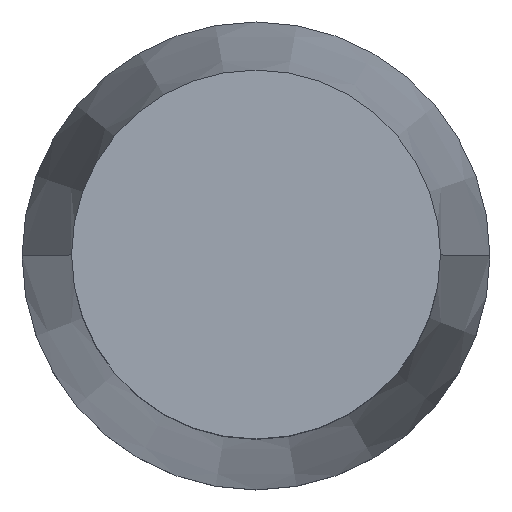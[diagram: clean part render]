
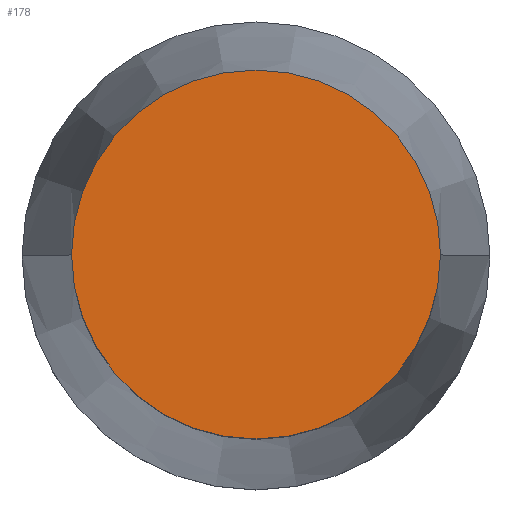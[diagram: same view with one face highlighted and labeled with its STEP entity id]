
A CAD part, top view. The second image highlights one B-rep face of the part: STEP entity #178.
In plain terms, the highlighted planar face has unit normal (0, 0, 1).
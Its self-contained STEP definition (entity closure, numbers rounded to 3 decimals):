
#16 = EDGE_CURVE ( 'NONE', #148, #322, #169, .T. ) ;
#40 = DIRECTION ( 'NONE',  ( 1., 0., 0. ) ) ;
#55 = DIRECTION ( 'NONE',  ( 1., 0., 0. ) ) ;
#92 = CARTESIAN_POINT ( 'NONE',  ( 0., 0., 0. ) ) ;
#94 = PLANE ( 'NONE',  #299 ) ;
#148 = VERTEX_POINT ( 'NONE', #558 ) ;
#169 = CIRCLE ( 'NONE', #495, 10.25 ) ;
#178 = ADVANCED_FACE ( 'NONE', ( #600 ), #94, .F. ) ;
#187 = DIRECTION ( 'NONE',  ( 0., 0., -1. ) ) ;
#228 = CIRCLE ( 'NONE', #317, 10.25 ) ;
#245 = DIRECTION ( 'NONE',  ( -1., 0., 0. ) ) ;
#299 = AXIS2_PLACEMENT_3D ( 'NONE', #618, #187, #245 ) ;
#317 = AXIS2_PLACEMENT_3D ( 'NONE', #733, #391, #55 ) ;
#322 = VERTEX_POINT ( 'NONE', #620 ) ;
#369 = DIRECTION ( 'NONE',  ( 0., 0., 1. ) ) ;
#391 = DIRECTION ( 'NONE',  ( 0., 0., 1. ) ) ;
#401 = EDGE_LOOP ( 'NONE', ( #577, #634 ) ) ;
#409 = EDGE_CURVE ( 'NONE', #322, #148, #228, .T. ) ;
#495 = AXIS2_PLACEMENT_3D ( 'NONE', #92, #369, #40 ) ;
#558 = CARTESIAN_POINT ( 'NONE',  ( 10.25, 0., 0. ) ) ;
#577 = ORIENTED_EDGE ( 'NONE', *, *, #16, .T. ) ;
#600 = FACE_OUTER_BOUND ( 'NONE', #401, .T. ) ;
#618 = CARTESIAN_POINT ( 'NONE',  ( 0., 0., 0. ) ) ;
#620 = CARTESIAN_POINT ( 'NONE',  ( -10.25, 0., 0. ) ) ;
#634 = ORIENTED_EDGE ( 'NONE', *, *, #409, .T. ) ;
#733 = CARTESIAN_POINT ( 'NONE',  ( 0., 0., 0. ) ) ;
